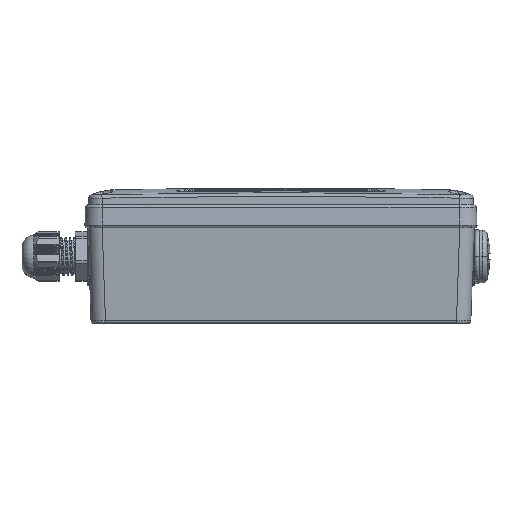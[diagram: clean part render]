
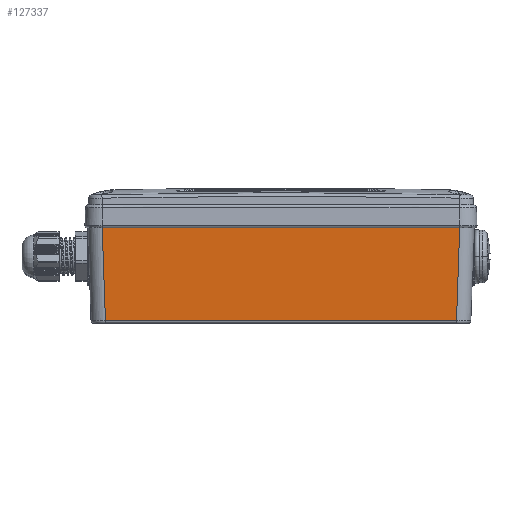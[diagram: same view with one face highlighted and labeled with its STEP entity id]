
A CAD part, top view. The second image highlights one B-rep face of the part: STEP entity #127337.
In plain terms, the highlighted planar face has unit normal (0, -0.035, 0.999).
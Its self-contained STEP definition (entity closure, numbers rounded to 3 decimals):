
#52 = AXIS2_PLACEMENT_3D ( 'NONE', #78401, #139528, #104730 ) ;
#3775 = EDGE_CURVE ( 'NONE', #49181, #140415, #67689, .T. ) ;
#9271 = DIRECTION ( 'NONE',  ( -1., 0., 0. ) ) ;
#10033 = LINE ( 'NONE', #78425, #33537 ) ;
#11520 = LINE ( 'NONE', #145562, #100102 ) ;
#25508 = CARTESIAN_POINT ( 'NONE',  ( 74.629, 40., 40.625 ) ) ;
#29359 = ORIENTED_EDGE ( 'NONE', *, *, #104458, .T. ) ;
#30136 = ORIENTED_EDGE ( 'NONE', *, *, #3775, .T. ) ;
#31523 = VECTOR ( 'NONE', #111182, 1000. ) ;
#33537 = VECTOR ( 'NONE', #9271, 1000. ) ;
#42010 = VERTEX_POINT ( 'NONE', #132641 ) ;
#45595 = PLANE ( 'NONE',  #52 ) ;
#46127 = LINE ( 'NONE', #88717, #49669 ) ;
#49181 = VERTEX_POINT ( 'NONE', #25508 ) ;
#49669 = VECTOR ( 'NONE', #112042, 1000. ) ;
#55591 = FACE_OUTER_BOUND ( 'NONE', #147447, .T. ) ;
#57040 = ORIENTED_EDGE ( 'NONE', *, *, #137746, .F. ) ;
#58654 = CARTESIAN_POINT ( 'NONE',  ( 73.272, 1.158, 39.269 ) ) ;
#65142 = CARTESIAN_POINT ( 'NONE',  ( -80.625, 40., 40.625 ) ) ;
#67689 = LINE ( 'NONE', #65142, #31523 ) ;
#78401 = CARTESIAN_POINT ( 'NONE',  ( -80.625, 40., 40.625 ) ) ;
#78425 = CARTESIAN_POINT ( 'NONE',  ( -80.625, 1.158, 39.269 ) ) ;
#83908 = VERTEX_POINT ( 'NONE', #58654 ) ;
#88717 = CARTESIAN_POINT ( 'NONE',  ( 74.537, 37.378, 40.533 ) ) ;
#90251 = ORIENTED_EDGE ( 'NONE', *, *, #146634, .F. ) ;
#100102 = VECTOR ( 'NONE', #109692, 1000. ) ;
#104458 = EDGE_CURVE ( 'NONE', #140415, #42010, #11520, .T. ) ;
#104730 = DIRECTION ( 'NONE',  ( 0., -0.999, -0.035 ) ) ;
#109692 = DIRECTION ( 'NONE',  ( 0.035, -0.999, -0.035 ) ) ;
#111182 = DIRECTION ( 'NONE',  ( -1., 0., 0. ) ) ;
#112042 = DIRECTION ( 'NONE',  ( -0.035, -0.999, -0.035 ) ) ;
#127337 = ADVANCED_FACE ( 'NONE', ( #55591 ), #45595, .T. ) ;
#130757 = CARTESIAN_POINT ( 'NONE',  ( -74.629, 40., 40.625 ) ) ;
#132641 = CARTESIAN_POINT ( 'NONE',  ( -73.272, 1.158, 39.269 ) ) ;
#137746 = EDGE_CURVE ( 'NONE', #49181, #83908, #46127, .T. ) ;
#139528 = DIRECTION ( 'NONE',  ( 0., -0.035, 0.999 ) ) ;
#140415 = VERTEX_POINT ( 'NONE', #130757 ) ;
#145562 = CARTESIAN_POINT ( 'NONE',  ( -74.629, 40., 40.625 ) ) ;
#146634 = EDGE_CURVE ( 'NONE', #83908, #42010, #10033, .T. ) ;
#147447 = EDGE_LOOP ( 'NONE', ( #57040, #30136, #29359, #90251 ) ) ;
